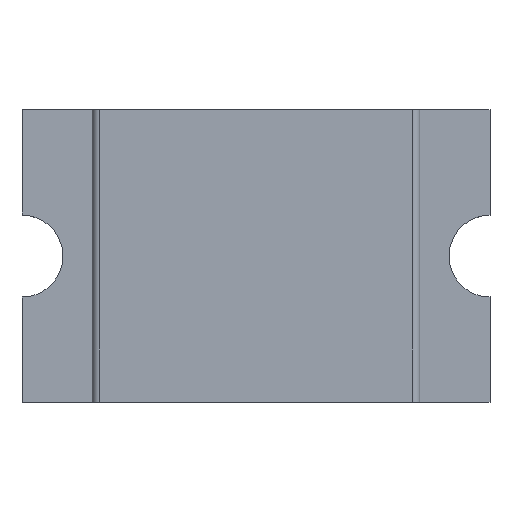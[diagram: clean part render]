
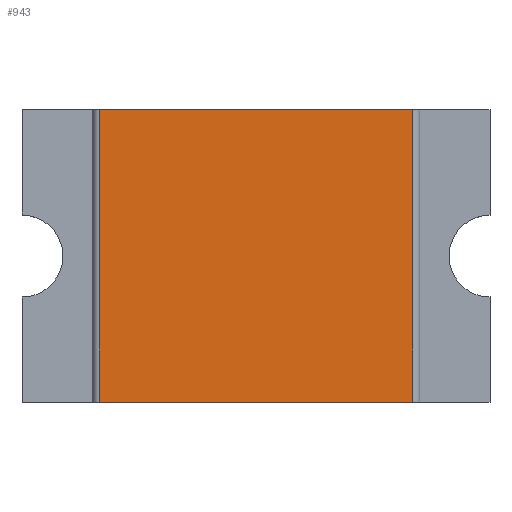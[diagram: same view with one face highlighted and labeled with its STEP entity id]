
A CAD part, top view. The second image highlights one B-rep face of the part: STEP entity #943.
In plain terms, the highlighted planar face has unit normal (0, 0, 1).
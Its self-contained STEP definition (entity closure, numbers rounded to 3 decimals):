
#786 = VERTEX_POINT('',#787);
#787 = CARTESIAN_POINT('',(-0.67,0.625,0.8));
#794 = EDGE_CURVE('',#786,#795,#797,.T.);
#795 = VERTEX_POINT('',#796);
#796 = CARTESIAN_POINT('',(0.67,0.625,0.8));
#797 = LINE('',#798,#799);
#798 = CARTESIAN_POINT('',(-0.7,0.625,0.8));
#799 = VECTOR('',#800,1.);
#800 = DIRECTION('',(1.,0.,0.));
#865 = VERTEX_POINT('',#866);
#866 = CARTESIAN_POINT('',(-0.67,-0.625,0.8));
#873 = EDGE_CURVE('',#865,#786,#874,.T.);
#874 = LINE('',#875,#876);
#875 = CARTESIAN_POINT('',(-0.67,-0.625,0.8));
#876 = VECTOR('',#877,1.);
#877 = DIRECTION('',(0.,1.,0.));
#943 = ADVANCED_FACE('',(#944),#962,.T.);
#944 = FACE_BOUND('',#945,.T.);
#945 = EDGE_LOOP('',(#946,#947,#948,#956));
#946 = ORIENTED_EDGE('',*,*,#794,.F.);
#947 = ORIENTED_EDGE('',*,*,#873,.F.);
#948 = ORIENTED_EDGE('',*,*,#949,.F.);
#949 = EDGE_CURVE('',#950,#865,#952,.T.);
#950 = VERTEX_POINT('',#951);
#951 = CARTESIAN_POINT('',(0.67,-0.625,0.8));
#952 = LINE('',#953,#954);
#953 = CARTESIAN_POINT('',(0.7,-0.625,0.8));
#954 = VECTOR('',#955,1.);
#955 = DIRECTION('',(-1.,0.,0.));
#956 = ORIENTED_EDGE('',*,*,#957,.F.);
#957 = EDGE_CURVE('',#795,#950,#958,.T.);
#958 = LINE('',#959,#960);
#959 = CARTESIAN_POINT('',(0.67,0.625,0.8));
#960 = VECTOR('',#961,1.);
#961 = DIRECTION('',(0.,-1.,0.));
#962 = PLANE('',#963);
#963 = AXIS2_PLACEMENT_3D('',#964,#965,#966);
#964 = CARTESIAN_POINT('',(-0.7,0.625,0.8));
#965 = DIRECTION('',(0.,0.,1.));
#966 = DIRECTION('',(1.,0.,0.));
